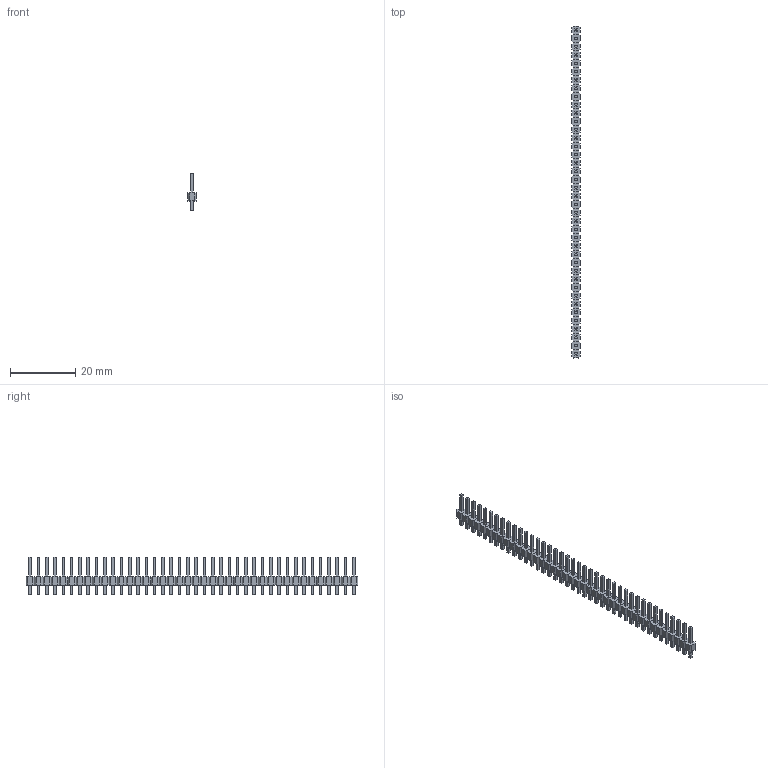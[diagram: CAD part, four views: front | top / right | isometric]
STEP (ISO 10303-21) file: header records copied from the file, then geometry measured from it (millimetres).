
FILE_DESCRIPTION(('FreeCAD Model'),'2;1');
FILE_NAME('1x40.stp', '2015-04-12T18:41:19',('FreeCAD'),('FreeCAD'), 'Open CASCADE STEP processor 6.7','FreeCAD','Unknown');
FILE_SCHEMA(('AUTOMOTIVE_DESIGN_CC2 { 1 2 10303 214 -1 1 5 4 }'));
Length unit declared in the file: millimetre
Products named in the file (2): Array; Array001
Bounding box: 2.54 x 101.6 x 11.54 mm (x, y, z)
Volume: 803.1 mm3; surface area: 3149.1 mm2
Topology: 80 solids, 80 shells, 1280 faces, 2880 edges, 1760 vertices
Faces by surface type: plane 1280
Entity records: 72030 total; most frequent: CARTESIAN_POINT 12081, DIRECTION 10802, LINE 8240, VECTOR 8240, ORIENTED_EDGE 5760, PCURVE 5760, DEFINITIONAL_REPRESENTATION 5760, EDGE_CURVE 2880
